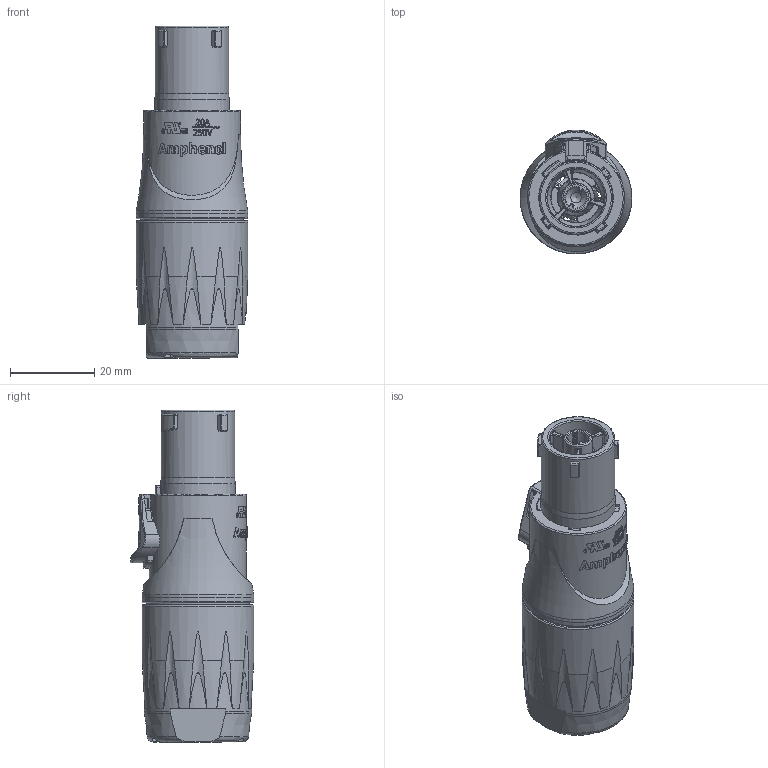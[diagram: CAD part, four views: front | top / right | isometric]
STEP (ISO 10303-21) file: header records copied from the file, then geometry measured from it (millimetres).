
FILE_DESCRIPTION(/* description */ (''),/* implementation_level */ '2;1');
FILE_NAME(/* name */ 'HPT-3-F.stp',/* time_stamp */ '2019-07-26T15:41:39+10:00',/* author */ ('thien'),/* organization */ (''),/* preprocessor_version */ 'ST-DEVELOPER v17',/* originating_system */ 'Autodesk Inventor 2018',/* authorisation */ '');
FILE_SCHEMA (('CONFIG_CONTROL_DESIGN'));
Products named in the file (1): 55011198-000_Shrinkwrap_1
Bounding box: 26.5 x 29.32 x 78.7 mm (x, y, z)
Volume: 16804.9 mm3; surface area: 22860.6 mm2
Topology: 15 solids, 15 shells, 1641 faces, 4329 edges, 2768 vertices
Faces by surface type: plane 686, bspline 435, cylinder 375, torus 76, cone 58, sphere 11
Full cylindrical faces by diameter (mm): 2.5 x1, 3 x1, 3.242 x3, 3.3 x1, 4 x1, 6.8 x1, 13.8 x1, 14.5 x1, 16.5 x1, 17.4 x1, 17.65 x1, 18.2 x1, 19.4 x3, 19.7 x2, 22.132 x4, 22.2 x1, 22.526 x5, 23 x1, 24.2 x5, 24.3 x2, 24.4 x1, 26.5 x2
Entity records: 97873 total; most frequent: CARTESIAN_POINT 60112, ORIENTED_EDGE 8640, DIRECTION 6572, EDGE_CURVE 4320, VERTEX_POINT 2768, AXIS2_PLACEMENT_3D 2228, LINE 2116, VECTOR 2116
